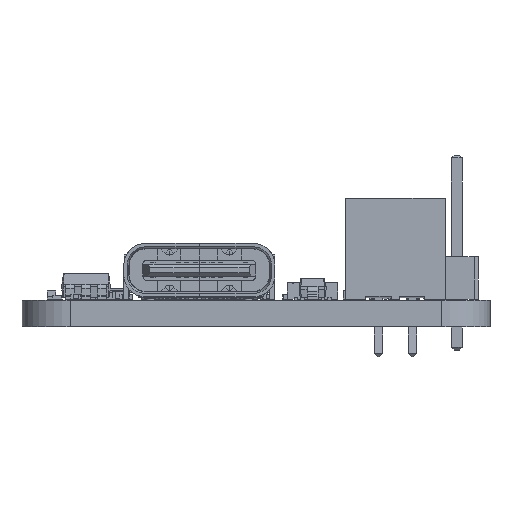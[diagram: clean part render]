
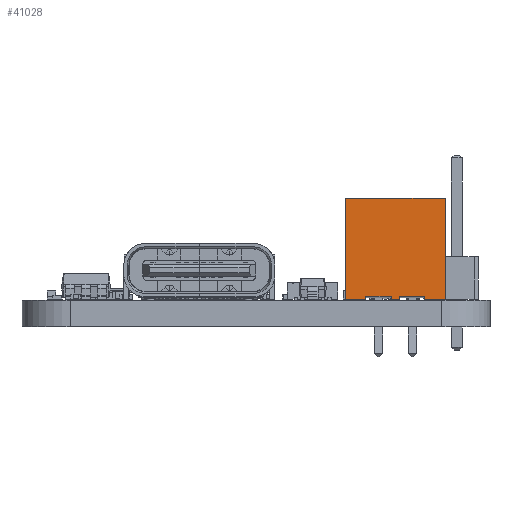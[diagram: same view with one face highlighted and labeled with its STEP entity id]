
A CAD part, left-side view. The second image highlights one B-rep face of the part: STEP entity #41028.
In plain terms, the highlighted face is planar.
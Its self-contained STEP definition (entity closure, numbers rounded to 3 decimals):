
#40929 = VERTEX_POINT('',#40930);
#40930 = CARTESIAN_POINT('',(3.95,-2.8,0.));
#40947 = VERTEX_POINT('',#40948);
#40948 = CARTESIAN_POINT('',(2.75,-2.8,0.));
#40954 = EDGE_CURVE('',#40947,#40929,#40955,.T.);
#40955 = LINE('',#40956,#40957);
#40956 = CARTESIAN_POINT('',(-1.95,-2.8,0.));
#40957 = VECTOR('',#40958,1.);
#40958 = DIRECTION('',(1.,0.,0.));
#40969 = EDGE_CURVE('',#40929,#40970,#40972,.T.);
#40970 = VERTEX_POINT('',#40971);
#40971 = CARTESIAN_POINT('',(3.95,-2.8,6.));
#40972 = LINE('',#40973,#40974);
#40973 = CARTESIAN_POINT('',(3.95,-2.8,0.));
#40974 = VECTOR('',#40975,1.);
#40975 = DIRECTION('',(0.,0.,1.));
#41028 = ADVANCED_FACE('',(#41029),#41111,.F.);
#41029 = FACE_BOUND('',#41030,.F.);
#41030 = EDGE_LOOP('',(#41031,#41041,#41049,#41055,#41056,#41057,#41065,
    #41073,#41081,#41089,#41097,#41105));
#41031 = ORIENTED_EDGE('',*,*,#41032,.F.);
#41032 = EDGE_CURVE('',#41033,#41035,#41037,.T.);
#41033 = VERTEX_POINT('',#41034);
#41034 = CARTESIAN_POINT('',(-1.95,-2.8,0.));
#41035 = VERTEX_POINT('',#41036);
#41036 = CARTESIAN_POINT('',(-0.75,-2.8,0.));
#41037 = LINE('',#41038,#41039);
#41038 = CARTESIAN_POINT('',(-1.95,-2.8,0.));
#41039 = VECTOR('',#41040,1.);
#41040 = DIRECTION('',(1.,0.,0.));
#41041 = ORIENTED_EDGE('',*,*,#41042,.T.);
#41042 = EDGE_CURVE('',#41033,#41043,#41045,.T.);
#41043 = VERTEX_POINT('',#41044);
#41044 = CARTESIAN_POINT('',(-1.95,-2.8,6.));
#41045 = LINE('',#41046,#41047);
#41046 = CARTESIAN_POINT('',(-1.95,-2.8,0.));
#41047 = VECTOR('',#41048,1.);
#41048 = DIRECTION('',(0.,0.,1.));
#41049 = ORIENTED_EDGE('',*,*,#41050,.T.);
#41050 = EDGE_CURVE('',#41043,#40970,#41051,.T.);
#41051 = LINE('',#41052,#41053);
#41052 = CARTESIAN_POINT('',(-1.95,-2.8,6.));
#41053 = VECTOR('',#41054,1.);
#41054 = DIRECTION('',(1.,0.,0.));
#41055 = ORIENTED_EDGE('',*,*,#40969,.F.);
#41056 = ORIENTED_EDGE('',*,*,#40954,.F.);
#41057 = ORIENTED_EDGE('',*,*,#41058,.F.);
#41058 = EDGE_CURVE('',#41059,#40947,#41061,.T.);
#41059 = VERTEX_POINT('',#41060);
#41060 = CARTESIAN_POINT('',(2.75,-2.8,0.2));
#41061 = LINE('',#41062,#41063);
#41062 = CARTESIAN_POINT('',(2.75,-2.8,0.2));
#41063 = VECTOR('',#41064,1.);
#41064 = DIRECTION('',(-0.,0.,-1.));
#41065 = ORIENTED_EDGE('',*,*,#41066,.T.);
#41066 = EDGE_CURVE('',#41059,#41067,#41069,.T.);
#41067 = VERTEX_POINT('',#41068);
#41068 = CARTESIAN_POINT('',(1.25,-2.8,0.2));
#41069 = LINE('',#41070,#41071);
#41070 = CARTESIAN_POINT('',(2.75,-2.8,0.2));
#41071 = VECTOR('',#41072,1.);
#41072 = DIRECTION('',(-1.,0.,0.));
#41073 = ORIENTED_EDGE('',*,*,#41074,.T.);
#41074 = EDGE_CURVE('',#41067,#41075,#41077,.T.);
#41075 = VERTEX_POINT('',#41076);
#41076 = CARTESIAN_POINT('',(1.25,-2.8,0.));
#41077 = LINE('',#41078,#41079);
#41078 = CARTESIAN_POINT('',(1.25,-2.8,0.2));
#41079 = VECTOR('',#41080,1.);
#41080 = DIRECTION('',(-0.,0.,-1.));
#41081 = ORIENTED_EDGE('',*,*,#41082,.F.);
#41082 = EDGE_CURVE('',#41083,#41075,#41085,.T.);
#41083 = VERTEX_POINT('',#41084);
#41084 = CARTESIAN_POINT('',(0.75,-2.8,0.));
#41085 = LINE('',#41086,#41087);
#41086 = CARTESIAN_POINT('',(-1.95,-2.8,0.));
#41087 = VECTOR('',#41088,1.);
#41088 = DIRECTION('',(1.,0.,0.));
#41089 = ORIENTED_EDGE('',*,*,#41090,.F.);
#41090 = EDGE_CURVE('',#41091,#41083,#41093,.T.);
#41091 = VERTEX_POINT('',#41092);
#41092 = CARTESIAN_POINT('',(0.75,-2.8,0.2));
#41093 = LINE('',#41094,#41095);
#41094 = CARTESIAN_POINT('',(0.75,-2.8,0.2));
#41095 = VECTOR('',#41096,1.);
#41096 = DIRECTION('',(-0.,0.,-1.));
#41097 = ORIENTED_EDGE('',*,*,#41098,.T.);
#41098 = EDGE_CURVE('',#41091,#41099,#41101,.T.);
#41099 = VERTEX_POINT('',#41100);
#41100 = CARTESIAN_POINT('',(-0.75,-2.8,0.2));
#41101 = LINE('',#41102,#41103);
#41102 = CARTESIAN_POINT('',(0.75,-2.8,0.2));
#41103 = VECTOR('',#41104,1.);
#41104 = DIRECTION('',(-1.,0.,0.));
#41105 = ORIENTED_EDGE('',*,*,#41106,.T.);
#41106 = EDGE_CURVE('',#41099,#41035,#41107,.T.);
#41107 = LINE('',#41108,#41109);
#41108 = CARTESIAN_POINT('',(-0.75,-2.8,0.2));
#41109 = VECTOR('',#41110,1.);
#41110 = DIRECTION('',(-0.,0.,-1.));
#41111 = PLANE('',#41112);
#41112 = AXIS2_PLACEMENT_3D('',#41113,#41114,#41115);
#41113 = CARTESIAN_POINT('',(-1.95,-2.8,0.));
#41114 = DIRECTION('',(0.,1.,0.));
#41115 = DIRECTION('',(1.,0.,0.));
